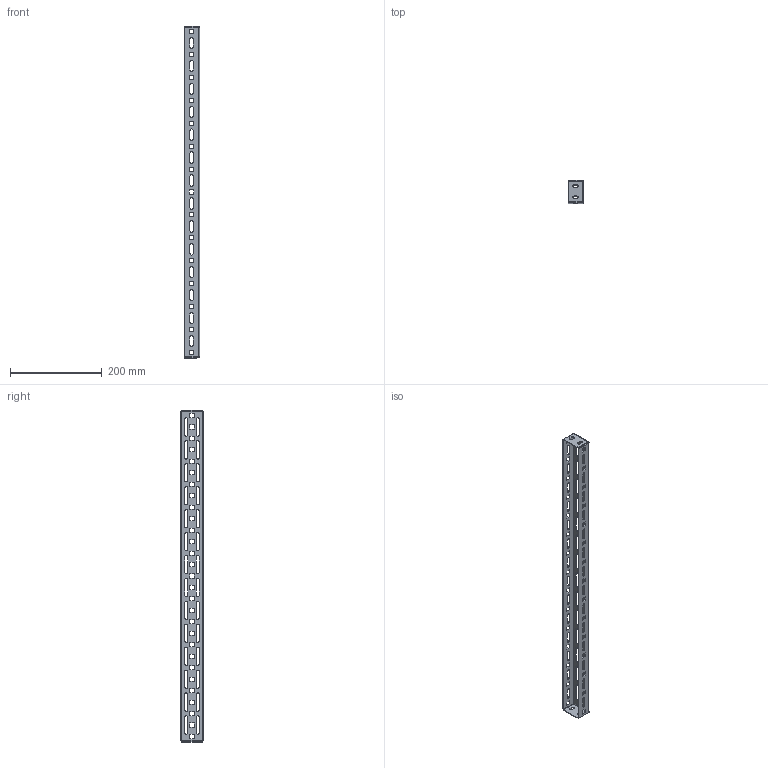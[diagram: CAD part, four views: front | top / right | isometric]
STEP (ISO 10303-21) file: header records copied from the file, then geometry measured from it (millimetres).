
FILE_DESCRIPTION (( 'STEP AP214' ), '1' );
FILE_NAME ('Ðåéêà øèðîêàÿ áîêîâàÿ 800.STEP', '2018-02-26T13:03:37', ( '' ), ( '' ), 'SwSTEP 2.0', 'SolidWorks 2017', '' );
FILE_SCHEMA (( 'AUTOMOTIVE_DESIGN' ));
Length unit declared in the file: millimetre
Products named in the file (1): Ðåéêà øèðîêàÿ áîêîâàÿ 800
Bounding box: 33 x 49 x 724 mm (x, y, z)
Volume: 97771.4 mm3; surface area: 142549.7 mm2
Topology: 1 solids, 1 shells, 546 faces, 1600 edges, 1056 vertices
Faces by surface type: plane 386, cylinder 160
Entity records: 18518 total; most frequent: CARTESIAN_POINT 3203, ORIENTED_EDGE 3200, DIRECTION 3014, EDGE_CURVE 1600, VECTOR 1280, LINE 1280, VERTEX_POINT 1056, AXIS2_PLACEMENT_3D 867
